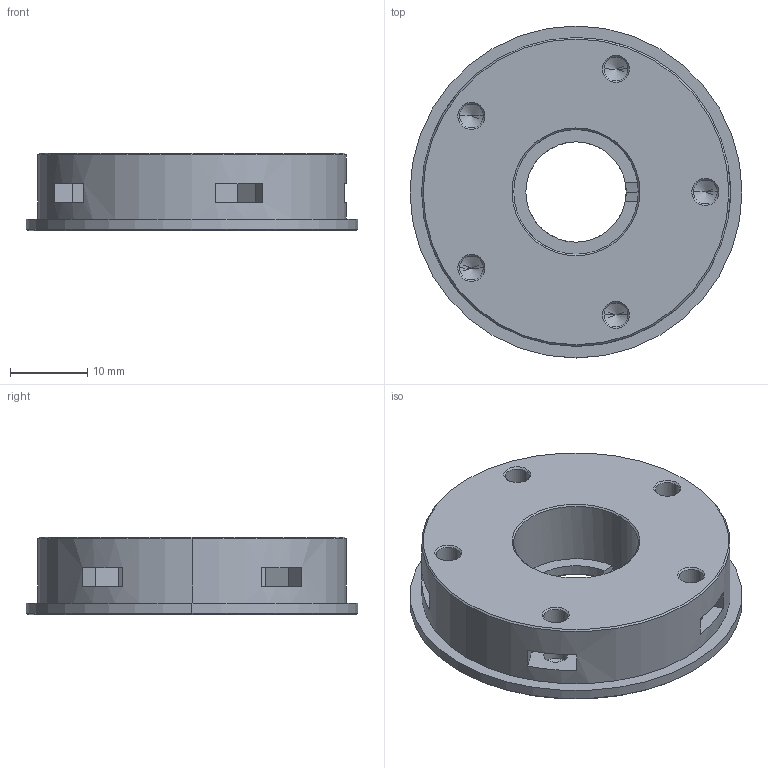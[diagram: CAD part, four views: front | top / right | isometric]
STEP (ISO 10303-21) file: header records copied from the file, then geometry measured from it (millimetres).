
FILE_DESCRIPTION (( 'STEP AP214' ), '1' );
FILE_NAME ('cycloid_outputdisk.STEP', '2025-05-27T14:01:28', ( '' ), ( '' ), 'SwSTEP 2.0', 'SolidWorks 2025', '' );
FILE_SCHEMA (( 'AUTOMOTIVE_DESIGN' ));
Length unit declared in the file: millimetre
Products named in the file (1): cycloid_outputdisk_default
Bounding box: 43 x 43 x 10 mm (x, y, z)
Volume: 9941.6 mm3; surface area: 5419.2 mm2
Topology: 1 solids, 1 shells, 124 faces, 296 edges, 179 vertices
Faces by surface type: plane 46, cone 40, cylinder 38
Entity records: 3559 total; most frequent: DIRECTION 654, CARTESIAN_POINT 596, ORIENTED_EDGE 572, EDGE_CURVE 286, AXIS2_PLACEMENT_3D 245, VERTEX_POINT 179, LINE 164, VECTOR 164
